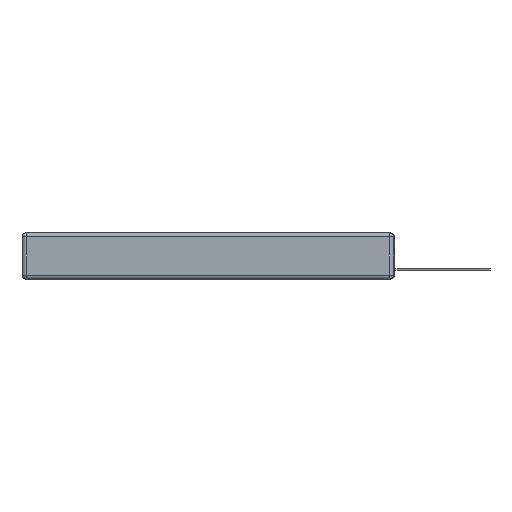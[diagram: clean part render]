
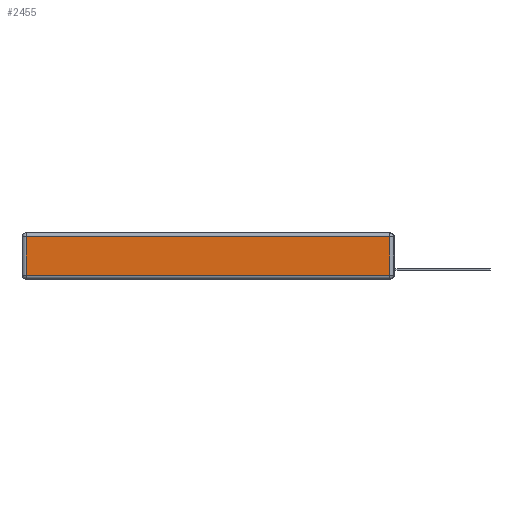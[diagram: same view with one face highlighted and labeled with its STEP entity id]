
A CAD part, left-side view. The second image highlights one B-rep face of the part: STEP entity #2455.
In plain terms, the highlighted planar face has unit normal (-1, 0, 0).
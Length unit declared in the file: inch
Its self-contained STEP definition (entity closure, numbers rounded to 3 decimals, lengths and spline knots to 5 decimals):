
#698 = CARTESIAN_POINT ( 'NONE',  ( 0., 2.72, -0.343 ) ) ;
#704 = CARTESIAN_POINT ( 'NONE',  ( 0., 0.03, -0.03 ) ) ;
#905 = FACE_OUTER_BOUND ( 'NONE', #23194, .T. ) ;
#1216 = ORIENTED_EDGE ( 'NONE', *, *, #9299, .T. ) ;
#2455 = ADVANCED_FACE ( 'NONE', ( #905 ), #2596, .T. ) ;
#2596 = PLANE ( 'NONE',  #13684 ) ;
#2803 = CARTESIAN_POINT ( 'NONE',  ( 0., 2.75, -0.03 ) ) ;
#4689 = CARTESIAN_POINT ( 'NONE',  ( 0., 0., -0.343 ) ) ;
#4945 = ORIENTED_EDGE ( 'NONE', *, *, #17274, .T. ) ;
#5104 = CARTESIAN_POINT ( 'NONE',  ( 0., 2.72, -0.03 ) ) ;
#5473 = VECTOR ( 'NONE', #22492, 39.37008 ) ;
#6449 = DIRECTION ( 'NONE',  ( 0., 1., 0. ) ) ;
#8582 = CARTESIAN_POINT ( 'NONE',  ( 0., 0.03, -0.313 ) ) ;
#9299 = EDGE_CURVE ( 'NONE', #9696, #9381, #18900, .T. ) ;
#9381 = VERTEX_POINT ( 'NONE', #8582 ) ;
#9696 = VERTEX_POINT ( 'NONE', #9786 ) ;
#9786 = CARTESIAN_POINT ( 'NONE',  ( 0., 2.72, -0.313 ) ) ;
#10589 = LINE ( 'NONE', #2803, #17885 ) ;
#11596 = CARTESIAN_POINT ( 'NONE',  ( 0., 0., -0.313 ) ) ;
#11728 = DIRECTION ( 'NONE',  ( -1., 0., 0. ) ) ;
#13346 = LINE ( 'NONE', #18836, #17836 ) ;
#13684 = AXIS2_PLACEMENT_3D ( 'NONE', #4689, #11728, #17588 ) ;
#14920 = VECTOR ( 'NONE', #15136, 39.37008 ) ;
#15073 = LINE ( 'NONE', #698, #5473 ) ;
#15136 = DIRECTION ( 'NONE',  ( 0., -1., 0. ) ) ;
#15426 = DIRECTION ( 'NONE',  ( 0., 0., 1. ) ) ;
#15909 = EDGE_CURVE ( 'NONE', #9381, #22795, #13346, .T. ) ;
#16883 = EDGE_CURVE ( 'NONE', #22795, #22978, #10589, .T. ) ;
#17039 = ORIENTED_EDGE ( 'NONE', *, *, #15909, .T. ) ;
#17274 = EDGE_CURVE ( 'NONE', #22978, #9696, #15073, .T. ) ;
#17588 = DIRECTION ( 'NONE',  ( 0., 0., 1. ) ) ;
#17836 = VECTOR ( 'NONE', #15426, 39.37008 ) ;
#17885 = VECTOR ( 'NONE', #6449, 39.37008 ) ;
#18836 = CARTESIAN_POINT ( 'NONE',  ( 0., 0.03, -0.343 ) ) ;
#18900 = LINE ( 'NONE', #11596, #14920 ) ;
#19372 = ORIENTED_EDGE ( 'NONE', *, *, #16883, .T. ) ;
#22492 = DIRECTION ( 'NONE',  ( 0., 0., -1. ) ) ;
#22795 = VERTEX_POINT ( 'NONE', #704 ) ;
#22978 = VERTEX_POINT ( 'NONE', #5104 ) ;
#23194 = EDGE_LOOP ( 'NONE', ( #1216, #17039, #19372, #4945 ) ) ;
